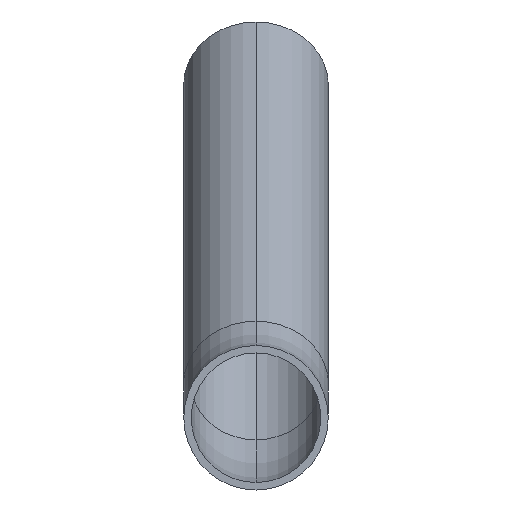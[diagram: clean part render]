
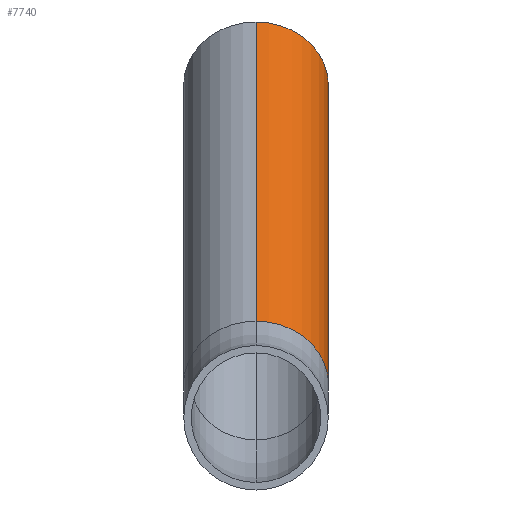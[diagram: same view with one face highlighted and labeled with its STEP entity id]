
A CAD part, front view. The second image highlights one B-rep face of the part: STEP entity #7740.
In plain terms, the highlighted cylindrical face has radius 24.15 mm (diameter 48.3 mm), a partial arc.
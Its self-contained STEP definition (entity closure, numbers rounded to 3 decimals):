
#661 = DIRECTION ( 'NONE',  ( 0., 0.866, 0.5 ) ) ;
#664 = EDGE_CURVE ( 'NONE', #1631, #4186, #9887, .T. ) ;
#973 = CARTESIAN_POINT ( 'NONE',  ( 0., 415.705, 111.388 ) ) ;
#1015 = VECTOR ( 'NONE', #661, 1000. ) ;
#1105 = VECTOR ( 'NONE', #5475, 1000. ) ;
#1465 = ORIENTED_EDGE ( 'NONE', *, *, #11951, .T. ) ;
#1467 = CARTESIAN_POINT ( 'NONE',  ( 0., 242.5, 11.388 ) ) ;
#1472 = CARTESIAN_POINT ( 'NONE',  ( 0., 254.575, -9.527 ) ) ;
#1631 = VERTEX_POINT ( 'NONE', #1472 ) ;
#2021 = ORIENTED_EDGE ( 'NONE', *, *, #10785, .F. ) ;
#2036 = ORIENTED_EDGE ( 'NONE', *, *, #664, .T. ) ;
#2481 = DIRECTION ( 'NONE',  ( 0., 0.866, 0.5 ) ) ;
#2709 = VERTEX_POINT ( 'NONE', #6345 ) ;
#3442 = FACE_OUTER_BOUND ( 'NONE', #6362, .T. ) ;
#3455 = CARTESIAN_POINT ( 'NONE',  ( 0., 254.575, -9.527 ) ) ;
#3599 = CIRCLE ( 'NONE', #4387, 24.15 ) ;
#4186 = VERTEX_POINT ( 'NONE', #11261 ) ;
#4387 = AXIS2_PLACEMENT_3D ( 'NONE', #973, #10377, #5613 ) ;
#4510 = ORIENTED_EDGE ( 'NONE', *, *, #11996, .F. ) ;
#4815 = DIRECTION ( 'NONE',  ( 0., -0.5, 0.866 ) ) ;
#5475 = DIRECTION ( 'NONE',  ( 0., 0.866, 0.5 ) ) ;
#5504 = CYLINDRICAL_SURFACE ( 'NONE', #10747, 24.15 ) ;
#5613 = DIRECTION ( 'NONE',  ( 0., -0.5, 0.866 ) ) ;
#6126 = CIRCLE ( 'NONE', #10340, 24.15 ) ;
#6345 = CARTESIAN_POINT ( 'NONE',  ( 0., 230.425, 32.302 ) ) ;
#6362 = EDGE_LOOP ( 'NONE', ( #1465, #2036, #4510, #2021 ) ) ;
#7623 = DIRECTION ( 'NONE',  ( 0., 0.866, 0.5 ) ) ;
#7740 = ADVANCED_FACE ( 'NONE', ( #3442 ), #5504, .T. ) ;
#8609 = LINE ( 'NONE', #11194, #1105 ) ;
#8972 = VERTEX_POINT ( 'NONE', #11003 ) ;
#9887 = LINE ( 'NONE', #3455, #1015 ) ;
#9959 = DIRECTION ( 'NONE',  ( 0., -0.5, 0.866 ) ) ;
#10340 = AXIS2_PLACEMENT_3D ( 'NONE', #1467, #2481, #9959 ) ;
#10377 = DIRECTION ( 'NONE',  ( 0., 0.866, 0.5 ) ) ;
#10747 = AXIS2_PLACEMENT_3D ( 'NONE', #12047, #7623, #4815 ) ;
#10785 = EDGE_CURVE ( 'NONE', #2709, #8972, #8609, .T. ) ;
#11003 = CARTESIAN_POINT ( 'NONE',  ( 0., 403.63, 132.302 ) ) ;
#11194 = CARTESIAN_POINT ( 'NONE',  ( 0., 230.425, 32.302 ) ) ;
#11261 = CARTESIAN_POINT ( 'NONE',  ( 0., 427.78, 90.473 ) ) ;
#11951 = EDGE_CURVE ( 'NONE', #2709, #1631, #6126, .T. ) ;
#11996 = EDGE_CURVE ( 'NONE', #8972, #4186, #3599, .T. ) ;
#12047 = CARTESIAN_POINT ( 'NONE',  ( 0., 242.5, 11.388 ) ) ;
